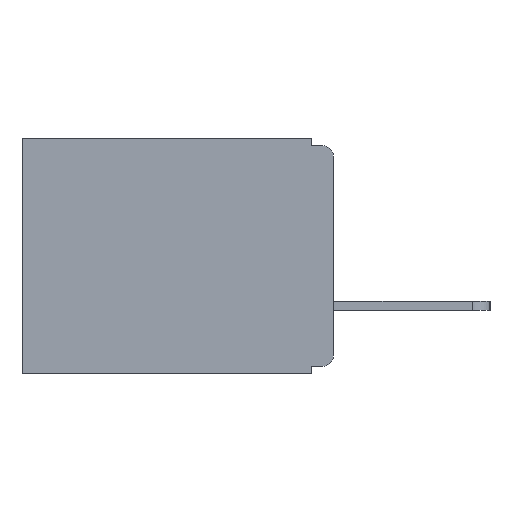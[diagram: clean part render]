
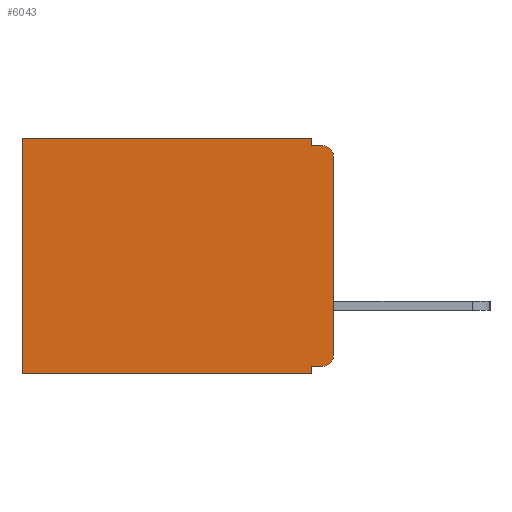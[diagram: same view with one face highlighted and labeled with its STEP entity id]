
A CAD part, left-side view. The second image highlights one B-rep face of the part: STEP entity #6043.
In plain terms, the highlighted planar face has unit normal (-1, 0, 0).
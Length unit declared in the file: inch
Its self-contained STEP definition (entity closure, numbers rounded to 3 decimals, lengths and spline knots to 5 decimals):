
#75 = ORIENTED_EDGE ( 'NONE', *, *, #3375, .T. ) ;
#972 = VERTEX_POINT ( 'NONE', #1458 ) ;
#1113 = EDGE_CURVE ( 'NONE', #18244, #12542, #21696, .T. ) ;
#1438 = DIRECTION ( 'NONE',  ( 0., 0., -1. ) ) ;
#1458 = CARTESIAN_POINT ( 'NONE',  ( 0.3, 0.031, -0.32 ) ) ;
#1722 = CARTESIAN_POINT ( 'NONE',  ( 0.3, 0.437, 0. ) ) ;
#2695 = DIRECTION ( 'NONE',  ( 0., 1., 0. ) ) ;
#2781 = VECTOR ( 'NONE', #2695, 39.37008 ) ;
#2880 = VECTOR ( 'NONE', #16182, 39.37008 ) ;
#3080 = CARTESIAN_POINT ( 'NONE',  ( 0.3, 0., -0.33 ) ) ;
#3284 = VERTEX_POINT ( 'NONE', #9138 ) ;
#3375 = EDGE_CURVE ( 'NONE', #25065, #14851, #9556, .T. ) ;
#4013 = EDGE_CURVE ( 'NONE', #23187, #13748, #17659, .T. ) ;
#4072 = DIRECTION ( 'NONE',  ( 1., 0., 0. ) ) ;
#4076 = DIRECTION ( 'NONE',  ( 0., 0., -1. ) ) ;
#4231 = PLANE ( 'NONE',  #24401 ) ;
#4461 = VECTOR ( 'NONE', #1438, 39.37008 ) ;
#4884 = CARTESIAN_POINT ( 'NONE',  ( 0.3, 0.031, -0.33 ) ) ;
#5070 = DIRECTION ( 'NONE',  ( -1., 0., 0. ) ) ;
#5080 = LINE ( 'NONE', #6379, #4461 ) ;
#5122 = ORIENTED_EDGE ( 'NONE', *, *, #14793, .F. ) ;
#5246 = ORIENTED_EDGE ( 'NONE', *, *, #11194, .F. ) ;
#5561 = ORIENTED_EDGE ( 'NONE', *, *, #1113, .T. ) ;
#6043 = ADVANCED_FACE ( 'NONE', ( #21831 ), #4231, .F. ) ;
#6074 = EDGE_CURVE ( 'NONE', #25065, #19541, #5080, .T. ) ;
#6379 = CARTESIAN_POINT ( 'NONE',  ( 0.3, 0.031, 0. ) ) ;
#6721 = DIRECTION ( 'NONE',  ( 0., 1., 0. ) ) ;
#6737 = EDGE_CURVE ( 'NONE', #14851, #13748, #19201, .T. ) ;
#7742 = CARTESIAN_POINT ( 'NONE',  ( 0.3, 0., -0.33 ) ) ;
#8498 = EDGE_CURVE ( 'NONE', #12701, #3284, #22020, .T. ) ;
#8537 = LINE ( 'NONE', #7742, #2880 ) ;
#8803 = DIRECTION ( 'NONE',  ( 0., 1., 0. ) ) ;
#9138 = CARTESIAN_POINT ( 'NONE',  ( 0.3, 0., -0.305 ) ) ;
#9556 = LINE ( 'NONE', #11533, #18681 ) ;
#9920 = LINE ( 'NONE', #14159, #20364 ) ;
#10160 = ORIENTED_EDGE ( 'NONE', *, *, #8498, .T. ) ;
#10466 = CARTESIAN_POINT ( 'NONE',  ( 0.3, 0.015, -0.01 ) ) ;
#11194 = EDGE_CURVE ( 'NONE', #12701, #972, #24484, .T. ) ;
#11302 = AXIS2_PLACEMENT_3D ( 'NONE', #17671, #5070, #19783 ) ;
#11533 = CARTESIAN_POINT ( 'NONE',  ( 0.3, 0., 0. ) ) ;
#11995 = DIRECTION ( 'NONE',  ( 0., 0., -1. ) ) ;
#12542 = VERTEX_POINT ( 'NONE', #10466 ) ;
#12641 = ORIENTED_EDGE ( 'NONE', *, *, #4013, .F. ) ;
#12701 = VERTEX_POINT ( 'NONE', #25634 ) ;
#13336 = CARTESIAN_POINT ( 'NONE',  ( 0.3, 0., -0.025 ) ) ;
#13452 = CARTESIAN_POINT ( 'NONE',  ( 0.3, 0.031, -0.01 ) ) ;
#13502 = DIRECTION ( 'NONE',  ( 0., 0., -1. ) ) ;
#13748 = VERTEX_POINT ( 'NONE', #22539 ) ;
#14159 = CARTESIAN_POINT ( 'NONE',  ( 0.3, 0., -0.01 ) ) ;
#14163 = DIRECTION ( 'NONE',  ( -1., 0., 0. ) ) ;
#14751 = VECTOR ( 'NONE', #6721, 39.37008 ) ;
#14765 = EDGE_CURVE ( 'NONE', #972, #23187, #20322, .T. ) ;
#14782 = VECTOR ( 'NONE', #11995, 39.37008 ) ;
#14793 = EDGE_CURVE ( 'NONE', #18244, #3284, #8537, .T. ) ;
#14851 = VERTEX_POINT ( 'NONE', #1722 ) ;
#15204 = AXIS2_PLACEMENT_3D ( 'NONE', #18662, #14163, #24418 ) ;
#16182 = DIRECTION ( 'NONE',  ( 0., 0., -1. ) ) ;
#16227 = DIRECTION ( 'NONE',  ( 0., -1., 0. ) ) ;
#16626 = ORIENTED_EDGE ( 'NONE', *, *, #6737, .T. ) ;
#17659 = LINE ( 'NONE', #26187, #14751 ) ;
#17671 = CARTESIAN_POINT ( 'NONE',  ( 0.3, 0.015, -0.305 ) ) ;
#18244 = VERTEX_POINT ( 'NONE', #13336 ) ;
#18662 = CARTESIAN_POINT ( 'NONE',  ( 0.3, 0.015, -0.025 ) ) ;
#18681 = VECTOR ( 'NONE', #8803, 39.37008 ) ;
#18783 = ORIENTED_EDGE ( 'NONE', *, *, #6074, .F. ) ;
#19201 = LINE ( 'NONE', #23892, #27032 ) ;
#19541 = VERTEX_POINT ( 'NONE', #13452 ) ;
#19783 = DIRECTION ( 'NONE',  ( 0., 0., -1. ) ) ;
#20322 = LINE ( 'NONE', #24532, #14782 ) ;
#20364 = VECTOR ( 'NONE', #16227, 39.37008 ) ;
#20537 = ORIENTED_EDGE ( 'NONE', *, *, #26680, .F. ) ;
#21696 = CIRCLE ( 'NONE', #15204, 0.015 ) ;
#21831 = FACE_OUTER_BOUND ( 'NONE', #24136, .T. ) ;
#22020 = CIRCLE ( 'NONE', #11302, 0.015 ) ;
#22539 = CARTESIAN_POINT ( 'NONE',  ( 0.3, 0.437, -0.33 ) ) ;
#23187 = VERTEX_POINT ( 'NONE', #4884 ) ;
#23892 = CARTESIAN_POINT ( 'NONE',  ( 0.3, 0.437, -0.33 ) ) ;
#24136 = EDGE_LOOP ( 'NONE', ( #5122, #5561, #20537, #18783, #75, #16626, #12641, #24567, #5246, #10160 ) ) ;
#24401 = AXIS2_PLACEMENT_3D ( 'NONE', #3080, #4072, #4076 ) ;
#24418 = DIRECTION ( 'NONE',  ( 0., 0., -1. ) ) ;
#24484 = LINE ( 'NONE', #25833, #2781 ) ;
#24532 = CARTESIAN_POINT ( 'NONE',  ( 0.3, 0.031, -0.33 ) ) ;
#24567 = ORIENTED_EDGE ( 'NONE', *, *, #14765, .F. ) ;
#25065 = VERTEX_POINT ( 'NONE', #25575 ) ;
#25575 = CARTESIAN_POINT ( 'NONE',  ( 0.3, 0.031, 0. ) ) ;
#25634 = CARTESIAN_POINT ( 'NONE',  ( 0.3, 0.015, -0.32 ) ) ;
#25833 = CARTESIAN_POINT ( 'NONE',  ( 0.3, 0., -0.32 ) ) ;
#26187 = CARTESIAN_POINT ( 'NONE',  ( 0.3, 0., -0.33 ) ) ;
#26680 = EDGE_CURVE ( 'NONE', #19541, #12542, #9920, .T. ) ;
#27032 = VECTOR ( 'NONE', #13502, 39.37008 ) ;
